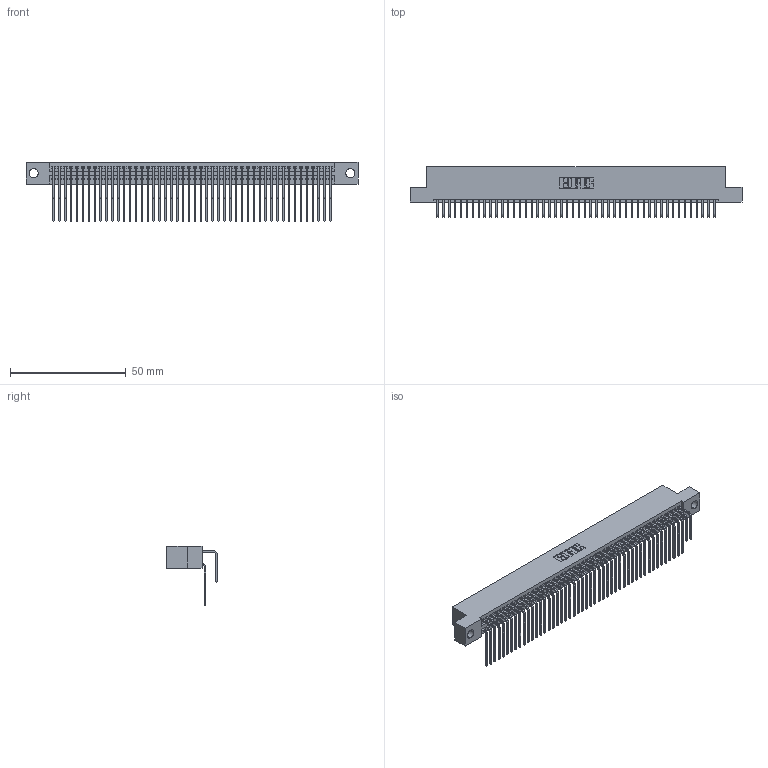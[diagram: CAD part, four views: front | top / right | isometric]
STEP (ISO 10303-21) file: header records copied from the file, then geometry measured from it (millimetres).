
FILE_DESCRIPTION (( 'STEP AP203' ), '1' );
FILE_NAME ('395-096-558-204.STEP', '2021-06-17T12:20:54', ( '' ), ( '' ), 'SwSTEP 2.0', 'SolidWorks 2020', '' );
FILE_SCHEMA (( 'CONFIG_CONTROL_DESIGN' ));
Length unit declared in the file: inch
Products named in the file (4): 345-292-001_558 Tail - 2; 395-096-558-204; 345 Part_Flush Mounting Lugs - 0.156 Dia-TI; 345-292-001_558 559 Tail - 1
Assembly tree (97 placements, depth 2):
  395-096-558-204
    345 Part_Flush Mounting Lugs - 0.156 Dia-TI
    345-292-001_558 559 Tail - 1  x48
    345-292-001_558 Tail - 2  x48
Bounding box: 143.13 x 21.83 x 25.53 mm (x, y, z)
Volume: 14407.2 mm3; surface area: 23868.3 mm2
Topology: 97 solids, 97 shells, 5132 faces, 15257 edges, 10042 vertices
Faces by surface type: plane 3454, cylinder 1678
Entity records: 38925 total; most frequent: CARTESIAN_POINT 6569, ORIENTED_EDGE 6450, DIRECTION 5757, EDGE_CURVE 3225, VECTOR 2861, LINE 2861, VERTEX_POINT 2146, AXIS2_PLACEMENT_3D 1448
